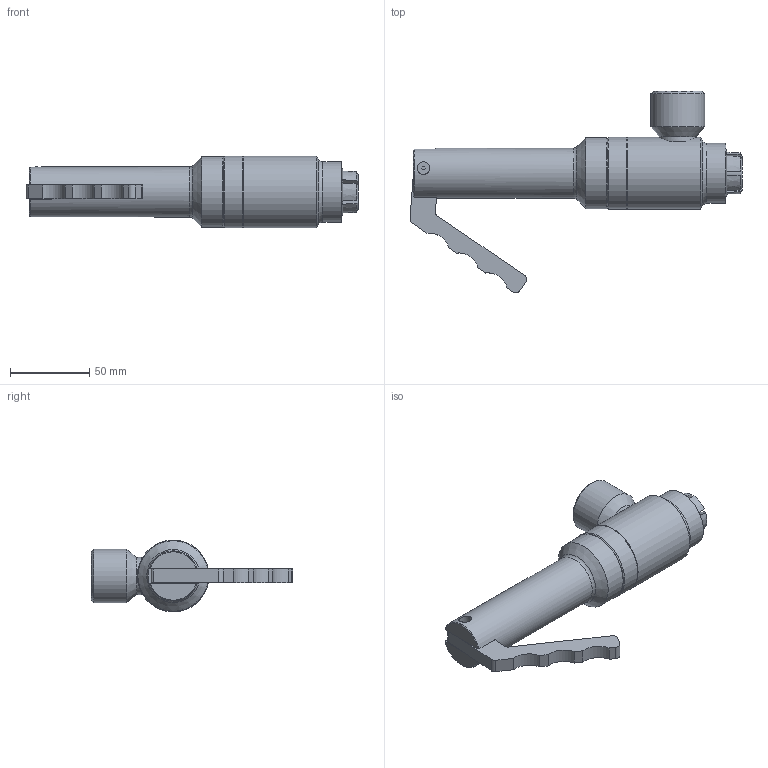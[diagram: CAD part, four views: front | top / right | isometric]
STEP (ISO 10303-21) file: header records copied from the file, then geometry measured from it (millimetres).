
FILE_DESCRIPTION(/* description */ (''),/* implementation_level */ '2;1');
FILE_NAME(/* name */ 'FNL126125.stp',/* time_stamp */ '2019-07-15T16:06:15-05:00',/* author */ ('scottg'),/* organization */ (''),/* preprocessor_version */ 'ST-DEVELOPER v17.2',/* originating_system */ 'Autodesk Inventor 2019',/* authorisation */ '');
FILE_SCHEMA (('AUTOMOTIVE_DESIGN { 1 0 10303 214 3 1 1 }'));
Length unit declared in the file: inch
Products named in the file (3): FNL126125; FNL126125_1; LR04227 CADMODEL
Assembly tree (2 placements, depth 2):
  FNL126125
    FNL126125_1
    LR04227 CADMODEL
Bounding box: 208.96 x 126.83 x 45.09 mm (x, y, z)
Volume: 245486 mm3; surface area: 40218.3 mm2
Topology: 2 solids, 2 shells, 119 faces, 337 edges, 230 vertices
Faces by surface type: plane 54, cylinder 36, cone 26, torus 3
Full cylindrical faces by diameter (mm): 4.978 x1, 7.95 x1, 23.012 x1, 23.368 x1, 31.496 x1, 33.782 x1, 37.871 x1, 38.1 x2, 44.45 x1, 45.085 x2
Entity records: 4114 total; most frequent: CARTESIAN_POINT 850, DIRECTION 684, ORIENTED_EDGE 672, EDGE_CURVE 336, AXIS2_PLACEMENT_3D 268, VERTEX_POINT 230, LINE 148, VECTOR 148
